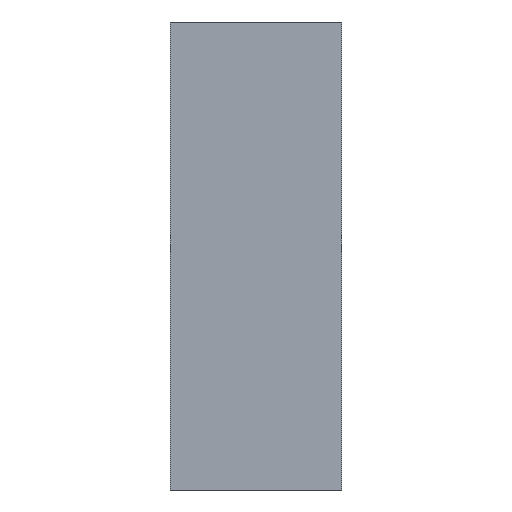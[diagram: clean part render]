
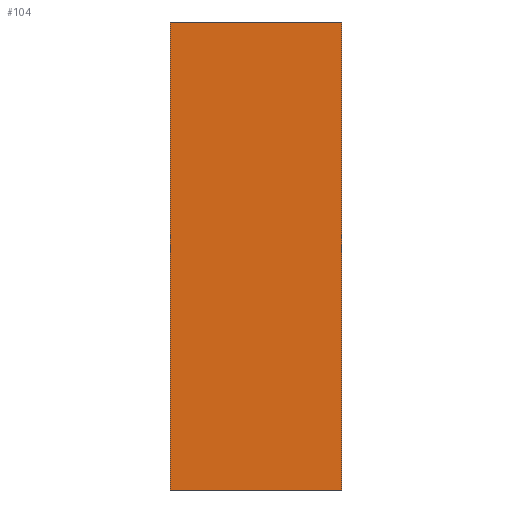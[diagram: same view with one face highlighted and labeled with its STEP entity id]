
A CAD part, front view. The second image highlights one B-rep face of the part: STEP entity #104.
In plain terms, the highlighted planar face has unit normal (0, -1, 0).
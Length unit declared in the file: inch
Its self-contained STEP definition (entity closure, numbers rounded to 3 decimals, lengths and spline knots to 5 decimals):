
#18=FACE_OUTER_BOUND('',#24,.T.);
#24=EDGE_LOOP('',(#83,#84,#85,#86));
#28=LINE('',#159,#40);
#35=LINE('',#172,#47);
#36=LINE('',#175,#48);
#37=LINE('',#176,#49);
#40=VECTOR('',#132,0.3937);
#47=VECTOR('',#143,0.3937);
#48=VECTOR('',#146,0.3937);
#49=VECTOR('',#147,0.3937);
#52=VERTEX_POINT('',#156);
#53=VERTEX_POINT('',#158);
#57=VERTEX_POINT('',#170);
#58=VERTEX_POINT('',#174);
#60=EDGE_CURVE('',#52,#53,#28,.T.);
#67=EDGE_CURVE('',#57,#53,#35,.T.);
#68=EDGE_CURVE('',#58,#57,#36,.T.);
#69=EDGE_CURVE('',#58,#52,#37,.T.);
#83=ORIENTED_EDGE('',*,*,#68,.T.);
#84=ORIENTED_EDGE('',*,*,#67,.T.);
#85=ORIENTED_EDGE('',*,*,#60,.F.);
#86=ORIENTED_EDGE('',*,*,#69,.F.);
#98=PLANE('',#124);
#104=ADVANCED_FACE('',(#18),#98,.T.);
#124=AXIS2_PLACEMENT_3D('',#173,#144,#145);
#132=DIRECTION('',(1.,0.,0.));
#143=DIRECTION('',(0.,0.,1.));
#144=DIRECTION('center_axis',(0.,-1.,0.));
#145=DIRECTION('ref_axis',(1.,0.,0.));
#146=DIRECTION('',(1.,0.,0.));
#147=DIRECTION('',(0.,0.,1.));
#156=CARTESIAN_POINT('',(-361.375,25.62495,-59.813));
#158=CARTESIAN_POINT('',(-349.375,25.62495,-59.813));
#159=CARTESIAN_POINT('',(-358.375,25.62495,-59.813));
#170=CARTESIAN_POINT('',(-349.375,25.62495,-92.625));
#172=CARTESIAN_POINT('',(-349.375,25.62495,-84.125));
#173=CARTESIAN_POINT('Origin',(-361.375,25.62495,-84.125));
#174=CARTESIAN_POINT('',(-361.375,25.62495,-92.625));
#175=CARTESIAN_POINT('',(-358.375,25.62495,-92.625));
#176=CARTESIAN_POINT('',(-361.375,25.62495,-84.125));
